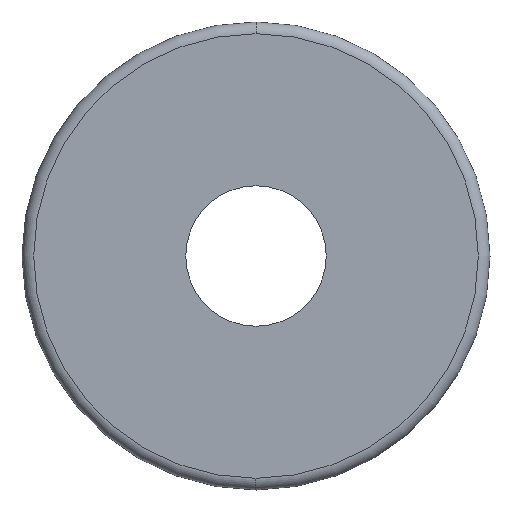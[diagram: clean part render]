
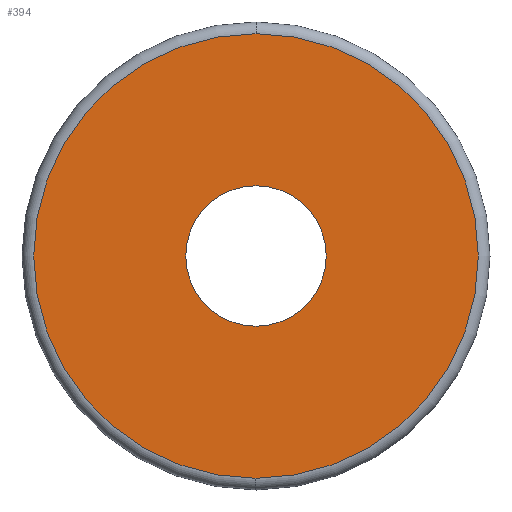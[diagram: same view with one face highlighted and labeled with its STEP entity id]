
A CAD part, left-side view. The second image highlights one B-rep face of the part: STEP entity #394.
In plain terms, the highlighted planar face has unit normal (-1, 0, 0).
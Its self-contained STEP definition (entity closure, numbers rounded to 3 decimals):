
#44=CARTESIAN_POINT('',(-9.,0.,0.));
#45=DIRECTION('',(-1.,0.,0.));
#46=DIRECTION('',(0.,1.,0.));
#47=AXIS2_PLACEMENT_3D('',#44,#45,#46);
#49=CARTESIAN_POINT('',(-9.,0.,0.));
#50=DIRECTION('',(-1.,0.,0.));
#51=DIRECTION('',(0.,-1.,0.));
#52=AXIS2_PLACEMENT_3D('',#49,#50,#51);
#54=CARTESIAN_POINT('',(-9.,0.,0.));
#55=DIRECTION('',(-1.,0.,0.));
#56=DIRECTION('',(0.,0.,-1.));
#57=AXIS2_PLACEMENT_3D('',#54,#55,#56);
#59=CARTESIAN_POINT('',(-9.,0.,0.));
#60=DIRECTION('',(-1.,0.,0.));
#61=DIRECTION('',(0.,0.,1.));
#62=AXIS2_PLACEMENT_3D('',#59,#60,#61);
#249=CARTESIAN_POINT('',(-9.,6.,0.));
#250=CARTESIAN_POINT('',(-9.,-6.,0.));
#251=VERTEX_POINT('',#249);
#252=VERTEX_POINT('',#250);
#289=CARTESIAN_POINT('',(-9.,0.,-19.));
#290=CARTESIAN_POINT('',(-9.,0.,19.));
#291=VERTEX_POINT('',#289);
#292=VERTEX_POINT('',#290);
#378=CARTESIAN_POINT('',(-9.,0.,0.));
#379=DIRECTION('',(1.,0.,0.));
#380=DIRECTION('',(0.,0.,1.));
#381=AXIS2_PLACEMENT_3D('',#378,#379,#380);
#382=PLANE('',#381);
#383=ORIENTED_EDGE('',*,*,#368,.F.);
#385=ORIENTED_EDGE('',*,*,#384,.F.);
#386=EDGE_LOOP('',(#383,#385));
#387=FACE_OUTER_BOUND('',#386,.F.);
#389=ORIENTED_EDGE('',*,*,#388,.T.);
#391=ORIENTED_EDGE('',*,*,#390,.T.);
#392=EDGE_LOOP('',(#389,#391));
#393=FACE_BOUND('',#392,.F.);
#394=ADVANCED_FACE('',(#387,#393),#382,.F.);
#48=CIRCLE('',#47,6.);
#53=CIRCLE('',#52,6.);
#58=CIRCLE('',#57,19.);
#63=CIRCLE('',#62,19.);
#368=EDGE_CURVE('',#291,#292,#58,.T.);
#384=EDGE_CURVE('',#292,#291,#63,.T.);
#388=EDGE_CURVE('',#251,#252,#48,.T.);
#390=EDGE_CURVE('',#252,#251,#53,.T.);
